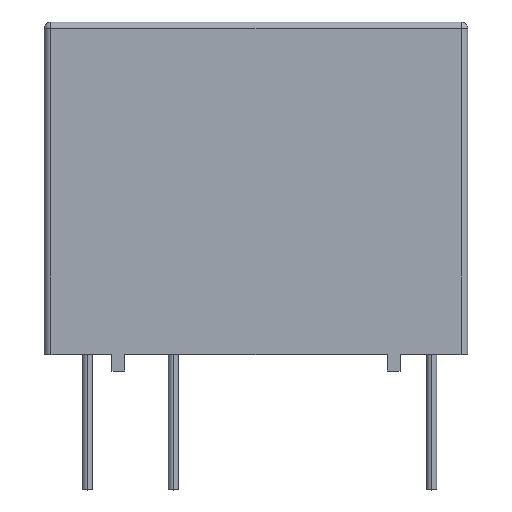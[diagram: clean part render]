
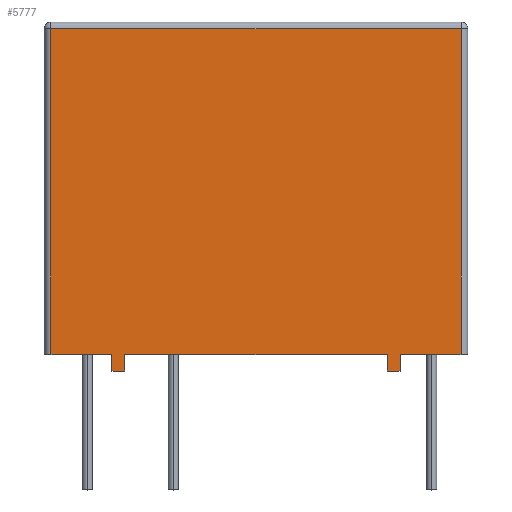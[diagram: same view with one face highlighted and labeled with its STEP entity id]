
A CAD part, top view. The second image highlights one B-rep face of the part: STEP entity #5777.
In plain terms, the highlighted planar face has unit normal (0, 0, 1).
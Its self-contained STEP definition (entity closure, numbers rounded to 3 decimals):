
#370 = CARTESIAN_POINT ( 'NONE',  ( 6.05, 10.3, 3.75 ) ) ;
#503 = ORIENTED_EDGE ( 'NONE', *, *, #15400, .F. ) ;
#639 = CARTESIAN_POINT ( 'NONE',  ( -4.25, 0.5, 3.75 ) ) ;
#652 = VERTEX_POINT ( 'NONE', #639 ) ;
#887 = CARTESIAN_POINT ( 'NONE',  ( -6.25, 10.1, 3.75 ) ) ;
#1112 = VECTOR ( 'NONE', #23061, 1000. ) ;
#1150 = DIRECTION ( 'NONE',  ( -1., 0., 0. ) ) ;
#1345 = VECTOR ( 'NONE', #2275, 1000. ) ;
#1704 = CARTESIAN_POINT ( 'NONE',  ( -6.05, 10.3, 3.75 ) ) ;
#1881 = VECTOR ( 'NONE', #21277, 1000. ) ;
#2230 = ORIENTED_EDGE ( 'NONE', *, *, #19583, .F. ) ;
#2275 = DIRECTION ( 'NONE',  ( 0., -1., 0. ) ) ;
#2451 = CARTESIAN_POINT ( 'NONE',  ( -6.25, 10.3, 3.75 ) ) ;
#2700 = VECTOR ( 'NONE', #13642, 1000. ) ;
#2705 = EDGE_CURVE ( 'NONE', #3729, #14938, #10219, .T. ) ;
#3224 = VERTEX_POINT ( 'NONE', #5945 ) ;
#3349 = EDGE_CURVE ( 'NONE', #12792, #18386, #18678, .T. ) ;
#3729 = VERTEX_POINT ( 'NONE', #6368 ) ;
#4024 = CARTESIAN_POINT ( 'NONE',  ( 4.25, 0., 3.75 ) ) ;
#4296 = LINE ( 'NONE', #4024, #1345 ) ;
#4383 = VERTEX_POINT ( 'NONE', #6012 ) ;
#4997 = CARTESIAN_POINT ( 'NONE',  ( -3.875, 0., 3.75 ) ) ;
#5176 = LINE ( 'NONE', #11815, #16664 ) ;
#5354 = LINE ( 'NONE', #887, #9381 ) ;
#5470 = CARTESIAN_POINT ( 'NONE',  ( 6.05, 10.1, 3.75 ) ) ;
#5533 = ORIENTED_EDGE ( 'NONE', *, *, #7143, .F. ) ;
#5537 = EDGE_CURVE ( 'NONE', #7100, #3729, #5354, .T. ) ;
#5777 = ADVANCED_FACE ( 'NONE', ( #26390 ), #15574, .F. ) ;
#5828 = EDGE_CURVE ( 'NONE', #12792, #22639, #9950, .T. ) ;
#5884 = DIRECTION ( 'NONE',  ( 0., -1., 0. ) ) ;
#5945 = CARTESIAN_POINT ( 'NONE',  ( -4.25, 0., 3.75 ) ) ;
#6012 = CARTESIAN_POINT ( 'NONE',  ( 4.25, 0.5, 3.75 ) ) ;
#6368 = CARTESIAN_POINT ( 'NONE',  ( -6.05, 10.1, 3.75 ) ) ;
#6536 = LINE ( 'NONE', #20618, #18137 ) ;
#6671 = VECTOR ( 'NONE', #20922, 1000. ) ;
#7085 = EDGE_LOOP ( 'NONE', ( #23562, #21365, #5533, #12594, #19014, #17047, #2230, #15804, #24492, #15492, #12575, #503 ) ) ;
#7100 = VERTEX_POINT ( 'NONE', #5470 ) ;
#7143 = EDGE_CURVE ( 'NONE', #22639, #15892, #5176, .T. ) ;
#7322 = VERTEX_POINT ( 'NONE', #4997 ) ;
#7707 = DIRECTION ( 'NONE',  ( 1., 0., 0. ) ) ;
#7946 = CARTESIAN_POINT ( 'NONE',  ( -6.25, 0., 3.75 ) ) ;
#7953 = CARTESIAN_POINT ( 'NONE',  ( 4.25, 0.5, 3.75 ) ) ;
#8551 = VECTOR ( 'NONE', #12284, 1000. ) ;
#8761 = EDGE_CURVE ( 'NONE', #652, #14938, #6536, .T. ) ;
#9381 = VECTOR ( 'NONE', #12145, 1000. ) ;
#9868 = AXIS2_PLACEMENT_3D ( 'NONE', #2451, #19770, #13549 ) ;
#9950 = LINE ( 'NONE', #11526, #1112 ) ;
#10219 = LINE ( 'NONE', #1704, #18765 ) ;
#10884 = LINE ( 'NONE', #12912, #1881 ) ;
#11021 = CARTESIAN_POINT ( 'NONE',  ( 3.875, 0., 3.75 ) ) ;
#11229 = DIRECTION ( 'NONE',  ( 0., -1., 0. ) ) ;
#11526 = CARTESIAN_POINT ( 'NONE',  ( 3.875, 0., 3.75 ) ) ;
#11675 = DIRECTION ( 'NONE',  ( -1., 0., 0. ) ) ;
#11735 = CARTESIAN_POINT ( 'NONE',  ( 3.875, 0.5, 3.75 ) ) ;
#11815 = CARTESIAN_POINT ( 'NONE',  ( -3.875, 0.5, 3.75 ) ) ;
#12145 = DIRECTION ( 'NONE',  ( -1., 0., 0. ) ) ;
#12284 = DIRECTION ( 'NONE',  ( -1., 0., 0. ) ) ;
#12575 = ORIENTED_EDGE ( 'NONE', *, *, #8761, .F. ) ;
#12594 = ORIENTED_EDGE ( 'NONE', *, *, #5828, .F. ) ;
#12792 = VERTEX_POINT ( 'NONE', #11021 ) ;
#12912 = CARTESIAN_POINT ( 'NONE',  ( -4.25, 0., 3.75 ) ) ;
#13253 = VERTEX_POINT ( 'NONE', #16608 ) ;
#13549 = DIRECTION ( 'NONE',  ( -1., 0., 0. ) ) ;
#13642 = DIRECTION ( 'NONE',  ( 0., 1., 0. ) ) ;
#13654 = CARTESIAN_POINT ( 'NONE',  ( 4.25, 0., 3.75 ) ) ;
#14938 = VERTEX_POINT ( 'NONE', #22989 ) ;
#15400 = EDGE_CURVE ( 'NONE', #3224, #652, #10884, .T. ) ;
#15492 = ORIENTED_EDGE ( 'NONE', *, *, #2705, .T. ) ;
#15574 = PLANE ( 'NONE',  #9868 ) ;
#15804 = ORIENTED_EDGE ( 'NONE', *, *, #21816, .T. ) ;
#15892 = VERTEX_POINT ( 'NONE', #28001 ) ;
#16608 = CARTESIAN_POINT ( 'NONE',  ( 6.05, 0.5, 3.75 ) ) ;
#16664 = VECTOR ( 'NONE', #1150, 1000. ) ;
#17047 = ORIENTED_EDGE ( 'NONE', *, *, #22952, .F. ) ;
#18137 = VECTOR ( 'NONE', #11675, 1000. ) ;
#18386 = VERTEX_POINT ( 'NONE', #13654 ) ;
#18626 = LINE ( 'NONE', #7946, #6671 ) ;
#18678 = LINE ( 'NONE', #27471, #19249 ) ;
#18765 = VECTOR ( 'NONE', #5884, 1000. ) ;
#19014 = ORIENTED_EDGE ( 'NONE', *, *, #3349, .T. ) ;
#19048 = EDGE_CURVE ( 'NONE', #3224, #7322, #18626, .T. ) ;
#19069 = LINE ( 'NONE', #7953, #8551 ) ;
#19215 = EDGE_CURVE ( 'NONE', #15892, #7322, #20449, .T. ) ;
#19249 = VECTOR ( 'NONE', #7707, 1000. ) ;
#19583 = EDGE_CURVE ( 'NONE', #13253, #4383, #19069, .T. ) ;
#19770 = DIRECTION ( 'NONE',  ( 0., 0., -1. ) ) ;
#20449 = LINE ( 'NONE', #22048, #26044 ) ;
#20618 = CARTESIAN_POINT ( 'NONE',  ( -6.25, 0.5, 3.75 ) ) ;
#20922 = DIRECTION ( 'NONE',  ( 1., 0., 0. ) ) ;
#21277 = DIRECTION ( 'NONE',  ( 0., 1., 0. ) ) ;
#21365 = ORIENTED_EDGE ( 'NONE', *, *, #19215, .F. ) ;
#21816 = EDGE_CURVE ( 'NONE', #13253, #7100, #24317, .T. ) ;
#22048 = CARTESIAN_POINT ( 'NONE',  ( -3.875, 0., 3.75 ) ) ;
#22639 = VERTEX_POINT ( 'NONE', #11735 ) ;
#22952 = EDGE_CURVE ( 'NONE', #4383, #18386, #4296, .T. ) ;
#22989 = CARTESIAN_POINT ( 'NONE',  ( -6.05, 0.5, 3.75 ) ) ;
#23061 = DIRECTION ( 'NONE',  ( 0., 1., 0. ) ) ;
#23562 = ORIENTED_EDGE ( 'NONE', *, *, #19048, .T. ) ;
#24317 = LINE ( 'NONE', #370, #2700 ) ;
#24492 = ORIENTED_EDGE ( 'NONE', *, *, #5537, .T. ) ;
#26044 = VECTOR ( 'NONE', #11229, 1000. ) ;
#26390 = FACE_OUTER_BOUND ( 'NONE', #7085, .T. ) ;
#27471 = CARTESIAN_POINT ( 'NONE',  ( -6.25, 0., 3.75 ) ) ;
#28001 = CARTESIAN_POINT ( 'NONE',  ( -3.875, 0.5, 3.75 ) ) ;
